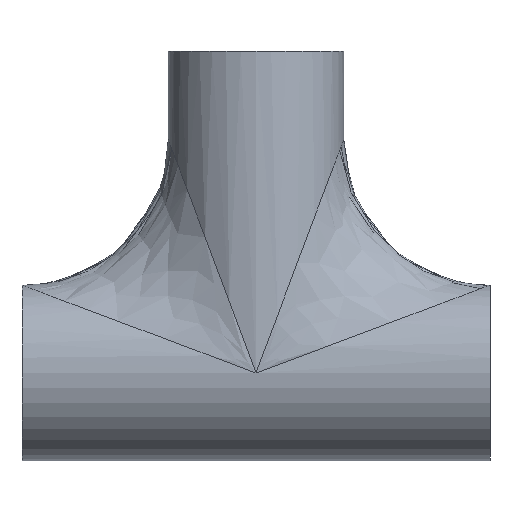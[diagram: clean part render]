
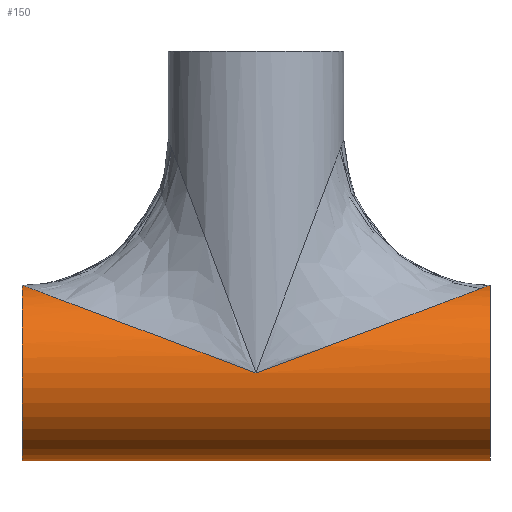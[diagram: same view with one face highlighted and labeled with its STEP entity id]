
A CAD part, top view. The second image highlights one B-rep face of the part: STEP entity #150.
In plain terms, the highlighted cylindrical face has radius 19.05 mm (diameter 38.1 mm), a partial arc.
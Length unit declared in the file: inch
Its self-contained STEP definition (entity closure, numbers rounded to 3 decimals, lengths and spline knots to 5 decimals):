
#24=FACE_OUTER_BOUND('',#35,.T.);
#35=EDGE_LOOP('',(#105,#106,#107,#108,#109));
#49=ELLIPSE('',#177,2.136,0.75);
#50=ELLIPSE('',#178,2.136,0.75);
#56=CIRCLE('',#176,0.75);
#57=CIRCLE('',#179,0.75);
#65=LINE('',#260,#69);
#69=VECTOR('',#204,0.75);
#73=VERTEX_POINT('',#258);
#74=VERTEX_POINT('',#259);
#75=VERTEX_POINT('',#261);
#76=VERTEX_POINT('',#263);
#77=VERTEX_POINT('',#265);
#85=EDGE_CURVE('',#73,#74,#65,.T.);
#86=EDGE_CURVE('',#75,#73,#56,.T.);
#87=EDGE_CURVE('',#76,#75,#49,.T.);
#88=EDGE_CURVE('',#77,#76,#50,.T.);
#89=EDGE_CURVE('',#77,#74,#57,.T.);
#105=ORIENTED_EDGE('',*,*,#85,.F.);
#106=ORIENTED_EDGE('',*,*,#86,.F.);
#107=ORIENTED_EDGE('',*,*,#87,.F.);
#108=ORIENTED_EDGE('',*,*,#88,.F.);
#109=ORIENTED_EDGE('',*,*,#89,.T.);
#145=CYLINDRICAL_SURFACE('',#175,0.75);
#150=ADVANCED_FACE('',(#24),#145,.T.);
#175=AXIS2_PLACEMENT_3D('',#257,#202,#203);
#176=AXIS2_PLACEMENT_3D('',#262,#205,#206);
#177=AXIS2_PLACEMENT_3D('',#264,#207,#208);
#178=AXIS2_PLACEMENT_3D('',#266,#209,#210);
#179=AXIS2_PLACEMENT_3D('',#267,#211,#212);
#202=DIRECTION('center_axis',(1.,0.,0.));
#203=DIRECTION('ref_axis',(0.,1.,0.));
#204=DIRECTION('',(-1.,0.,0.));
#205=DIRECTION('center_axis',(1.,0.,0.));
#206=DIRECTION('ref_axis',(0.,1.,0.));
#207=DIRECTION('center_axis',(-0.351,0.936,0.));
#208=DIRECTION('ref_axis',(0.936,0.351,0.));
#209=DIRECTION('center_axis',(0.351,0.936,0.));
#210=DIRECTION('ref_axis',(-0.936,0.351,0.));
#211=DIRECTION('center_axis',(1.,0.,0.));
#212=DIRECTION('ref_axis',(0.,1.,0.));
#257=CARTESIAN_POINT('Origin',(0.,0.,0.));
#258=CARTESIAN_POINT('',(4.,-0.75,0.));
#259=CARTESIAN_POINT('',(0.,-0.75,0.));
#260=CARTESIAN_POINT('',(0.,-0.75,0.));
#261=CARTESIAN_POINT('',(4.,0.75,0.));
#262=CARTESIAN_POINT('Origin',(4.,0.,0.));
#263=CARTESIAN_POINT('',(2.,0.,0.75));
#264=CARTESIAN_POINT('Origin',(2.,0.,0.));
#265=CARTESIAN_POINT('',(0.,0.75,0.));
#266=CARTESIAN_POINT('Origin',(2.,0.,0.));
#267=CARTESIAN_POINT('Origin',(0.,0.,0.));
